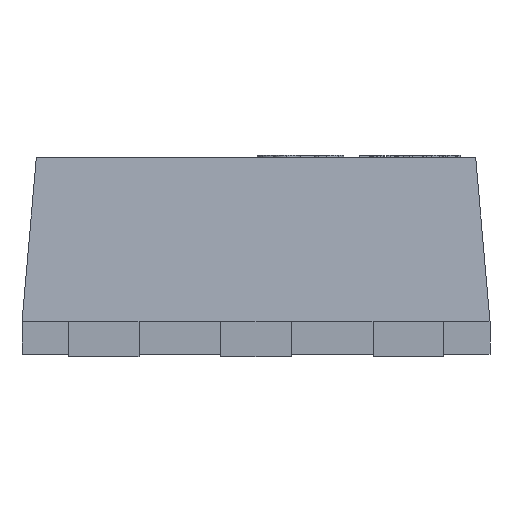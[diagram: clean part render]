
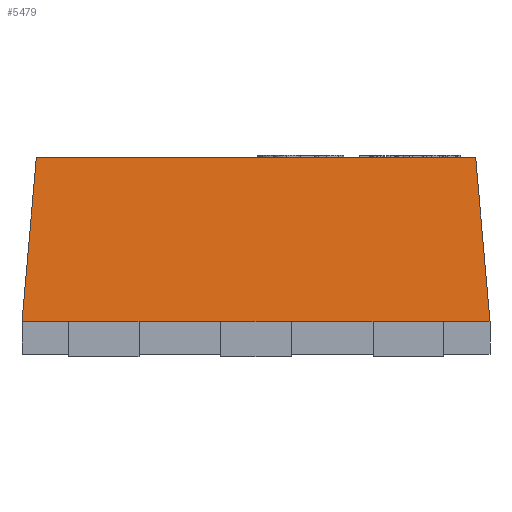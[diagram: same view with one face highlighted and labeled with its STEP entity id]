
A CAD part, front view. The second image highlights one B-rep face of the part: STEP entity #5479.
In plain terms, the highlighted planar face has unit normal (0, -0.996, 0.087).
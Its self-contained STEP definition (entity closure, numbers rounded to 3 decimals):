
#52 = VERTEX_POINT ( 'NONE', #2930 ) ;
#96 = LINE ( 'NONE', #3962, #5270 ) ;
#160 = PLANE ( 'NONE',  #398 ) ;
#398 = AXIS2_PLACEMENT_3D ( 'NONE', #1475, #8587, #8551 ) ;
#689 = CARTESIAN_POINT ( 'NONE',  ( -1., -0.8, 0. ) ) ;
#783 = LINE ( 'NONE', #8456, #2698 ) ;
#865 = LINE ( 'NONE', #7728, #6738 ) ;
#879 = VERTEX_POINT ( 'NONE', #6555 ) ;
#917 = DIRECTION ( 'NONE',  ( 1., 0., 0. ) ) ;
#1060 = EDGE_CURVE ( 'NONE', #7584, #879, #5199, .T. ) ;
#1225 = EDGE_LOOP ( 'NONE', ( #5844, #9208, #7928, #3493, #2774, #7381, #8183, #7355, #2023, #4037 ) ) ;
#1475 = CARTESIAN_POINT ( 'NONE',  ( -1., -0.8, 0. ) ) ;
#1873 = VERTEX_POINT ( 'NONE', #7959 ) ;
#1922 = CARTESIAN_POINT ( 'NONE',  ( -0.939, -0.739, 0.7 ) ) ;
#2023 = ORIENTED_EDGE ( 'NONE', *, *, #1060, .F. ) ;
#2337 = EDGE_CURVE ( 'NONE', #1873, #5718, #4505, .T. ) ;
#2399 = EDGE_CURVE ( 'NONE', #2615, #52, #783, .T. ) ;
#2592 = VECTOR ( 'NONE', #6723, 1000. ) ;
#2615 = VERTEX_POINT ( 'NONE', #7067 ) ;
#2698 = VECTOR ( 'NONE', #8817, 1000. ) ;
#2725 = VERTEX_POINT ( 'NONE', #6202 ) ;
#2774 = ORIENTED_EDGE ( 'NONE', *, *, #8457, .T. ) ;
#2930 = CARTESIAN_POINT ( 'NONE',  ( 0.15, -0.8, 0. ) ) ;
#3493 = ORIENTED_EDGE ( 'NONE', *, *, #2399, .T. ) ;
#3962 = CARTESIAN_POINT ( 'NONE',  ( -1., -0.8, 0. ) ) ;
#4037 = ORIENTED_EDGE ( 'NONE', *, *, #9584, .T. ) ;
#4505 = LINE ( 'NONE', #6969, #6521 ) ;
#4645 = DIRECTION ( 'NONE',  ( 1., 0., 0. ) ) ;
#4835 = DIRECTION ( 'NONE',  ( 1., 0., 0. ) ) ;
#4851 = CARTESIAN_POINT ( 'NONE',  ( -1., -0.8, 0. ) ) ;
#4860 = FACE_OUTER_BOUND ( 'NONE', #1225, .T. ) ;
#5125 = CARTESIAN_POINT ( 'NONE',  ( -1., -0.8, 0. ) ) ;
#5143 = EDGE_CURVE ( 'NONE', #879, #8657, #6014, .T. ) ;
#5188 = VECTOR ( 'NONE', #9129, 1000. ) ;
#5199 = LINE ( 'NONE', #5632, #5188 ) ;
#5270 = VECTOR ( 'NONE', #9450, 1000. ) ;
#5407 = DIRECTION ( 'NONE',  ( 1., 0., 0. ) ) ;
#5479 = ADVANCED_FACE ( 'NONE', ( #4860 ), #160, .T. ) ;
#5611 = CARTESIAN_POINT ( 'NONE',  ( -0.5, -0.8, 0. ) ) ;
#5632 = CARTESIAN_POINT ( 'NONE',  ( 0., -0.739, 0.7 ) ) ;
#5718 = VERTEX_POINT ( 'NONE', #5611 ) ;
#5781 = EDGE_CURVE ( 'NONE', #2725, #8657, #9489, .T. ) ;
#5844 = ORIENTED_EDGE ( 'NONE', *, *, #9118, .T. ) ;
#6014 = LINE ( 'NONE', #6794, #2592 ) ;
#6022 = VERTEX_POINT ( 'NONE', #9006 ) ;
#6034 = VECTOR ( 'NONE', #7628, 1000. ) ;
#6059 = LINE ( 'NONE', #689, #6034 ) ;
#6202 = CARTESIAN_POINT ( 'NONE',  ( 0.8, -0.8, 0. ) ) ;
#6479 = EDGE_CURVE ( 'NONE', #5718, #2615, #865, .T. ) ;
#6521 = VECTOR ( 'NONE', #4835, 1000. ) ;
#6555 = CARTESIAN_POINT ( 'NONE',  ( 0.939, -0.739, 0.7 ) ) ;
#6723 = DIRECTION ( 'NONE',  ( 0.087, -0.087, -0.992 ) ) ;
#6738 = VECTOR ( 'NONE', #7622, 1000. ) ;
#6794 = CARTESIAN_POINT ( 'NONE',  ( 1., -0.8, 0. ) ) ;
#6899 = CARTESIAN_POINT ( 'NONE',  ( 0.5, -0.8, 0. ) ) ;
#6969 = CARTESIAN_POINT ( 'NONE',  ( -1., -0.8, 0. ) ) ;
#7067 = CARTESIAN_POINT ( 'NONE',  ( -0.15, -0.8, 0. ) ) ;
#7278 = VERTEX_POINT ( 'NONE', #6899 ) ;
#7355 = ORIENTED_EDGE ( 'NONE', *, *, #5143, .F. ) ;
#7381 = ORIENTED_EDGE ( 'NONE', *, *, #8561, .T. ) ;
#7477 = CARTESIAN_POINT ( 'NONE',  ( 1., -0.8, 0. ) ) ;
#7584 = VERTEX_POINT ( 'NONE', #1922 ) ;
#7622 = DIRECTION ( 'NONE',  ( 1., 0., 0. ) ) ;
#7628 = DIRECTION ( 'NONE',  ( -0.087, -0.087, -0.992 ) ) ;
#7728 = CARTESIAN_POINT ( 'NONE',  ( -1., -0.8, 0. ) ) ;
#7833 = VECTOR ( 'NONE', #917, 1000. ) ;
#7928 = ORIENTED_EDGE ( 'NONE', *, *, #6479, .T. ) ;
#7959 = CARTESIAN_POINT ( 'NONE',  ( -0.8, -0.8, 0. ) ) ;
#7996 = LINE ( 'NONE', #8352, #7833 ) ;
#8183 = ORIENTED_EDGE ( 'NONE', *, *, #5781, .T. ) ;
#8352 = CARTESIAN_POINT ( 'NONE',  ( -1., -0.8, 0. ) ) ;
#8456 = CARTESIAN_POINT ( 'NONE',  ( -1., -0.8, 0. ) ) ;
#8457 = EDGE_CURVE ( 'NONE', #52, #7278, #96, .T. ) ;
#8551 = DIRECTION ( 'NONE',  ( 0., -0.087, -0.996 ) ) ;
#8561 = EDGE_CURVE ( 'NONE', #7278, #2725, #9793, .T. ) ;
#8587 = DIRECTION ( 'NONE',  ( 0., -0.996, 0.087 ) ) ;
#8657 = VERTEX_POINT ( 'NONE', #7477 ) ;
#8817 = DIRECTION ( 'NONE',  ( 1., 0., 0. ) ) ;
#9006 = CARTESIAN_POINT ( 'NONE',  ( -1., -0.8, 0. ) ) ;
#9118 = EDGE_CURVE ( 'NONE', #6022, #1873, #7996, .T. ) ;
#9129 = DIRECTION ( 'NONE',  ( 1., 0., 0. ) ) ;
#9208 = ORIENTED_EDGE ( 'NONE', *, *, #2337, .T. ) ;
#9407 = VECTOR ( 'NONE', #4645, 1000. ) ;
#9450 = DIRECTION ( 'NONE',  ( 1., 0., 0. ) ) ;
#9489 = LINE ( 'NONE', #4851, #9407 ) ;
#9584 = EDGE_CURVE ( 'NONE', #7584, #6022, #6059, .T. ) ;
#9760 = VECTOR ( 'NONE', #5407, 1000. ) ;
#9793 = LINE ( 'NONE', #5125, #9760 ) ;
